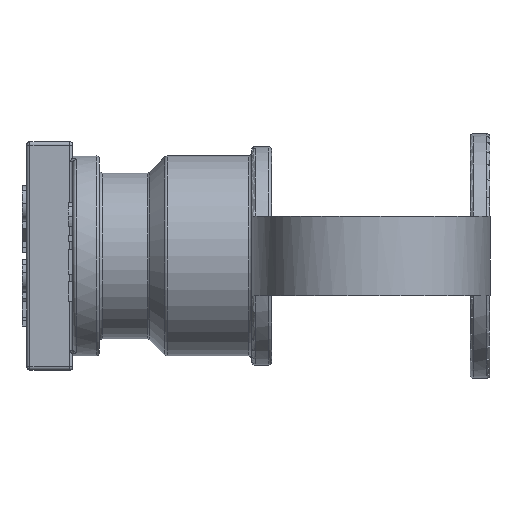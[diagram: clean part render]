
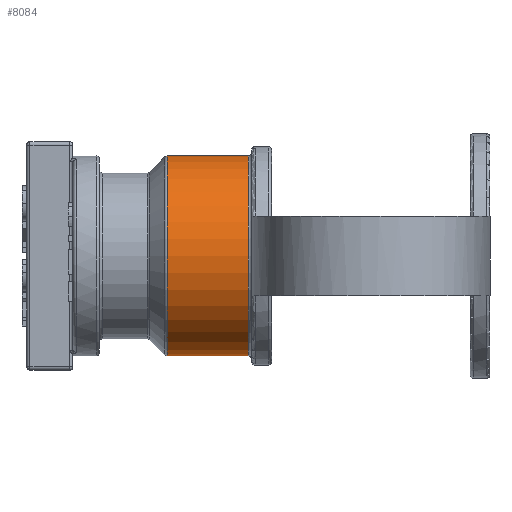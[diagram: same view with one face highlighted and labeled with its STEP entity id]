
A CAD part, front view. The second image highlights one B-rep face of the part: STEP entity #8084.
In plain terms, the highlighted cylindrical face has radius 15.1 mm (diameter 30.2 mm), a full revolution.
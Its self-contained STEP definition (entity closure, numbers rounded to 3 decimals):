
#8050=CARTESIAN_POINT('',(26.5,15.1,0.0));
#8051=VERTEX_POINT('',#8050);
#8052=CARTESIAN_POINT('',(26.5,0.0,0.0));
#8053=DIRECTION('',(1.0,0.0,0.0));
#8054=DIRECTION('',(0.0,-1.0,0.0));
#8055=AXIS2_PLACEMENT_3D('',#8052,#8053,#8054);
#8056=CIRCLE('',#8055,15.1);
#8057=EDGE_CURVE('',#8051,#8051,#8056,.T.);
#8065=CARTESIAN_POINT('',(20.5,0.0,0.0));
#8066=DIRECTION('',(1.0,0.0,0.0));
#8067=DIRECTION('',(0.0,1.0,0.0));
#8068=AXIS2_PLACEMENT_3D('',#8065,#8066,#8067);
#8069=CYLINDRICAL_SURFACE('',#8068,15.1);
#8070=CARTESIAN_POINT('',(14.207,15.1,0.));
#8071=VERTEX_POINT('',#8070);
#8072=CARTESIAN_POINT('',(14.207,0.0,0.0));
#8073=DIRECTION('',(-1.0,0.0,0.0));
#8074=DIRECTION('',(0.0,-1.0,0.0));
#8075=AXIS2_PLACEMENT_3D('',#8072,#8073,#8074);
#8076=CIRCLE('',#8075,15.1);
#8077=EDGE_CURVE('',#8071,#8071,#8076,.T.);
#8078=ORIENTED_EDGE('',*,*,#8077,.F.);
#8079=EDGE_LOOP('',(#8078));
#8080=FACE_OUTER_BOUND('',#8079,.T.);
#8081=ORIENTED_EDGE('',*,*,#8057,.F.);
#8082=EDGE_LOOP('',(#8081));
#8083=FACE_BOUND('',#8082,.T.);
#8084=ADVANCED_FACE('',(#8080,#8083),#8069,.T.);
